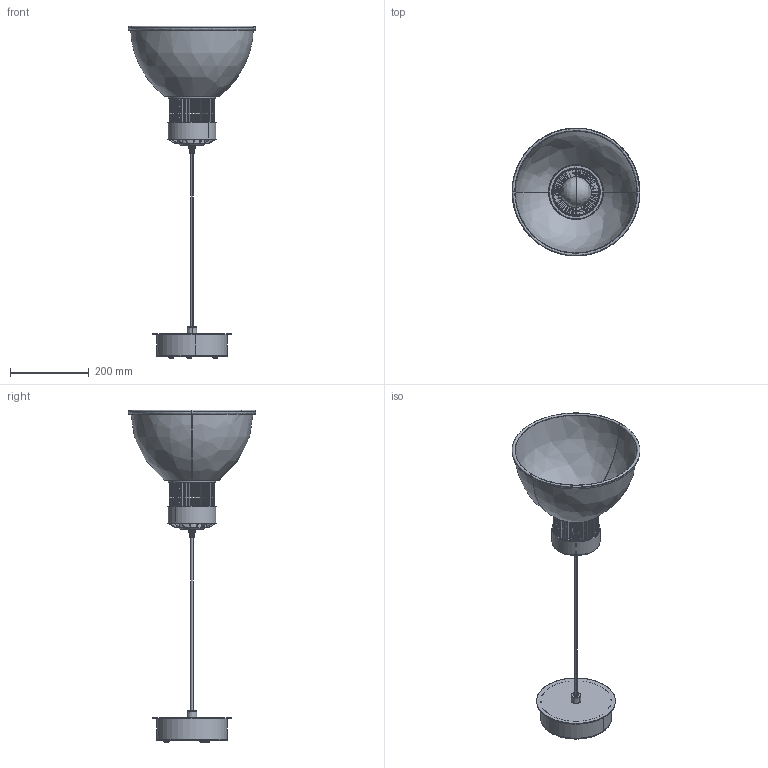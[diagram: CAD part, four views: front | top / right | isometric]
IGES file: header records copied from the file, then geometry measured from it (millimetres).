
Start section: SolidWorks IGES file using analytic representation for surfaces
Global section: file name: PEK.IGS; native system: SolidWorks 2017; preprocessor: SolidWorks 2017; author: jorovira; date: 171016.123733; units: millimetre
Bounding box: 325 x 324.64 x 843 mm (x, y, z)
Surface area: 758333.7 mm2 (no closed solid volume)
Topology: 0 solids, 0 shells, 685 faces, 8768 edges, 8764 vertices
Faces by surface type: bspline 400, revolution 285
